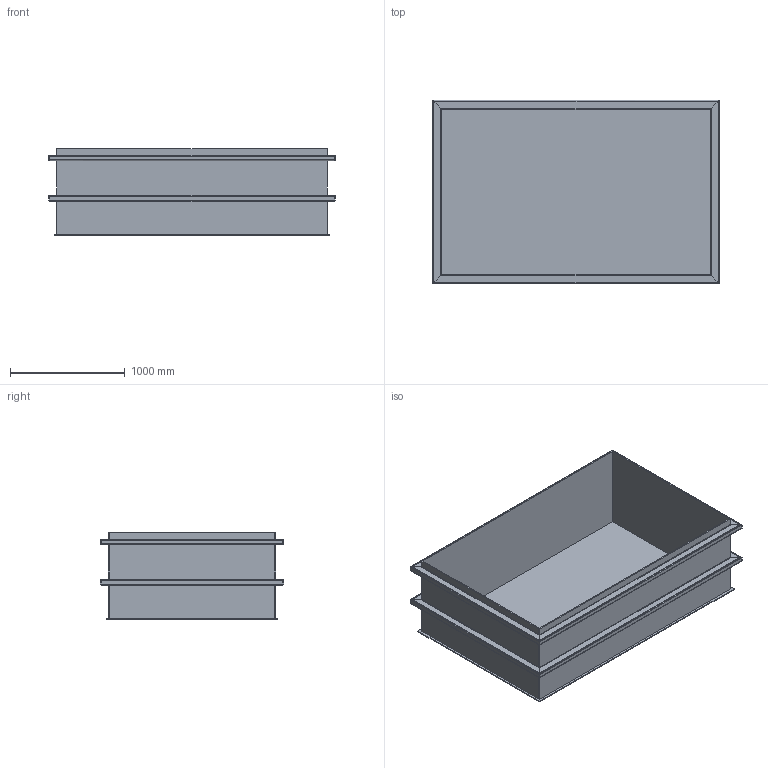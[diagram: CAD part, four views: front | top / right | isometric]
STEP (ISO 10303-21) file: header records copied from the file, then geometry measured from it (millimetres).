
FILE_DESCRIPTION(/* description */ (''),/* implementation_level */ '2;1');
FILE_NAME(/* name */ 'D618353-0_-Auffangvorrichtung_2500.stp',/* time_stamp */ '2021-02-10T13:13:30+01:00',/* author */ ('sk'),/* organization */ (''),/* preprocessor_version */ 'ST-DEVELOPER v17',/* originating_system */ 'Autodesk Inventor 2019',/* authorisation */ '');
FILE_SCHEMA (('AUTOMOTIVE_DESIGN { 1 0 10303 214 3 1 1 }'));
Length unit declared in the file: millimetre
Products named in the file (8): D618353; D618354; D618355; D618356; .; D618337; D618358; D618335
Assembly tree (21 placements, depth 2):
  D618353
    D618354
    D618355  x2
    D618356  x2
    .  x4
    D618337  x4
    D618358  x4
    D618335  x4
Bounding box: 2498 x 1598 x 758 mm (x, y, z)
Volume: 101351324 mm3; surface area: 30414205.1 mm2
Topology: 21 solids, 21 shells, 286 faces, 732 edges, 488 vertices
Faces by surface type: plane 190, cylinder 96
Entity records: 2856 total; most frequent: DIRECTION 474, CARTESIAN_POINT 451, ORIENTED_EDGE 408, EDGE_CURVE 204, AXIS2_PLACEMENT_3D 159, LINE 156, VECTOR 156, VERTEX_POINT 136
